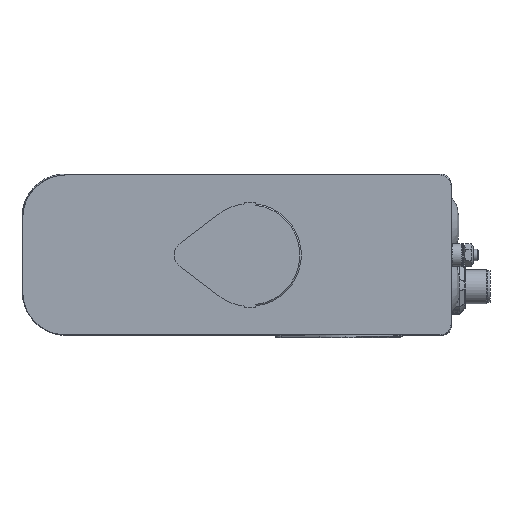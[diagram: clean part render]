
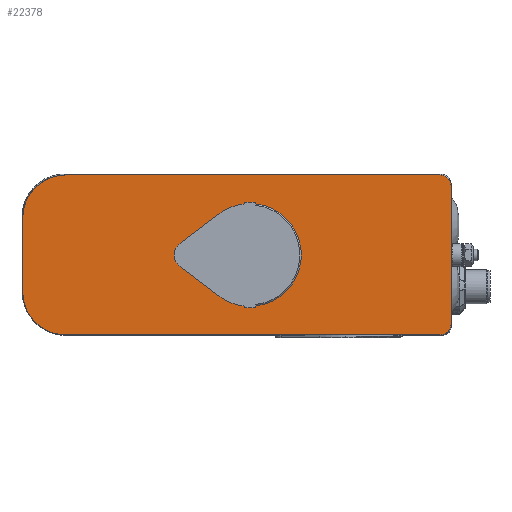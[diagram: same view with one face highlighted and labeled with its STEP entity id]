
A CAD part, top view. The second image highlights one B-rep face of the part: STEP entity #22378.
In plain terms, the highlighted planar face has unit normal (0, 0, 1).
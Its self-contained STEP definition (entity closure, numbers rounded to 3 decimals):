
#146=FACE_BOUND('',#3669,.T.);
#1562=PLANE('',#23468);
#2450=FACE_OUTER_BOUND('',#3668,.T.);
#3668=EDGE_LOOP('',(#17369,#17370,#17371,#17372,#17373,#17374,#17375,#17376,
#17377,#17378,#17379,#17380));
#3669=EDGE_LOOP('',(#17381,#17382,#17383,#17384,#17385,#17386,#17387,#17388,
#17389,#17390,#17391,#17392));
#4284=LINE('',#28765,#6374);
#4296=LINE('',#28800,#6386);
#4297=LINE('',#28803,#6387);
#5447=LINE('',#34322,#7537);
#5455=LINE('',#34350,#7545);
#5459=LINE('',#34369,#7549);
#5462=LINE('',#34377,#7552);
#5465=LINE('',#34385,#7555);
#5468=LINE('',#34393,#7558);
#5474=LINE('',#34549,#7564);
#5483=LINE('',#34637,#7573);
#5491=LINE('',#34664,#7581);
#5492=LINE('',#34667,#7582);
#5493=LINE('',#34668,#7583);
#6374=VECTOR('',#24209,10.);
#6386=VECTOR('',#24243,10.);
#6387=VECTOR('',#24248,10.);
#7537=VECTOR('',#26268,10.);
#7545=VECTOR('',#26292,10.);
#7549=VECTOR('',#26306,10.);
#7552=VECTOR('',#26315,10.);
#7555=VECTOR('',#26324,10.);
#7558=VECTOR('',#26333,10.);
#7564=VECTOR('',#26367,10.);
#7573=VECTOR('',#26392,10.);
#7581=VECTOR('',#26414,10.);
#7582=VECTOR('',#26417,10.);
#7583=VECTOR('',#26418,10.);
#8527=CIRCLE('',#23430,18.);
#8528=CIRCLE('',#23433,18.5);
#8529=CIRCLE('',#23436,18.);
#8530=CIRCLE('',#23439,18.5);
#8531=CIRCLE('',#23442,18.);
#8532=CIRCLE('',#23444,5.);
#8537=CIRCLE('',#23456,15.);
#8539=CIRCLE('',#23460,4.);
#8545=CIRCLE('',#23469,15.);
#8546=CIRCLE('',#23470,4.);
#8837=VERTEX_POINT('',#28758);
#8840=VERTEX_POINT('',#28763);
#8851=VERTEX_POINT('',#28797);
#8852=VERTEX_POINT('',#28799);
#9895=VERTEX_POINT('',#34319);
#9896=VERTEX_POINT('',#34321);
#9907=VERTEX_POINT('',#34347);
#9908=VERTEX_POINT('',#34349);
#9911=VERTEX_POINT('',#34363);
#9912=VERTEX_POINT('',#34367);
#9913=VERTEX_POINT('',#34371);
#9914=VERTEX_POINT('',#34375);
#9915=VERTEX_POINT('',#34379);
#9916=VERTEX_POINT('',#34383);
#9917=VERTEX_POINT('',#34387);
#9918=VERTEX_POINT('',#34391);
#9935=VERTEX_POINT('',#34546);
#9936=VERTEX_POINT('',#34548);
#9937=VERTEX_POINT('',#34552);
#9940=VERTEX_POINT('',#34562);
#9941=VERTEX_POINT('',#34564);
#9960=VERTEX_POINT('',#34661);
#9961=VERTEX_POINT('',#34663);
#9962=VERTEX_POINT('',#34665);
#10936=EDGE_CURVE('',#8840,#8837,#4284,.T.);
#10953=EDGE_CURVE('',#8852,#8851,#4296,.T.);
#10955=EDGE_CURVE('',#8851,#8837,#4297,.T.);
#12518=EDGE_CURVE('',#9896,#9895,#5447,.T.);
#12532=EDGE_CURVE('',#9908,#9907,#5455,.T.);
#12538=EDGE_CURVE('',#9895,#9911,#8527,.T.);
#12540=EDGE_CURVE('',#9911,#9912,#5459,.T.);
#12542=EDGE_CURVE('',#9912,#9913,#8528,.T.);
#12544=EDGE_CURVE('',#9913,#9914,#5462,.T.);
#12546=EDGE_CURVE('',#9914,#9915,#8529,.T.);
#12548=EDGE_CURVE('',#9915,#9916,#5465,.T.);
#12550=EDGE_CURVE('',#9916,#9917,#8530,.T.);
#12552=EDGE_CURVE('',#9917,#9918,#5468,.T.);
#12553=EDGE_CURVE('',#9918,#9908,#8531,.T.);
#12554=EDGE_CURVE('',#9907,#9896,#8532,.T.);
#12576=EDGE_CURVE('',#9936,#9935,#5474,.T.);
#12578=EDGE_CURVE('',#9937,#9936,#8537,.T.);
#12584=EDGE_CURVE('',#9941,#9940,#8539,.T.);
#12594=EDGE_CURVE('',#9940,#9937,#5483,.T.);
#12606=EDGE_CURVE('',#9935,#9960,#8545,.T.);
#12607=EDGE_CURVE('',#9960,#9961,#5491,.T.);
#12608=EDGE_CURVE('',#9961,#9962,#8546,.T.);
#12609=EDGE_CURVE('',#9962,#8852,#5492,.T.);
#12610=EDGE_CURVE('',#8840,#9941,#5493,.T.);
#17369=ORIENTED_EDGE('',*,*,#12576,.T.);
#17370=ORIENTED_EDGE('',*,*,#12606,.T.);
#17371=ORIENTED_EDGE('',*,*,#12607,.T.);
#17372=ORIENTED_EDGE('',*,*,#12608,.T.);
#17373=ORIENTED_EDGE('',*,*,#12609,.T.);
#17374=ORIENTED_EDGE('',*,*,#10953,.T.);
#17375=ORIENTED_EDGE('',*,*,#10955,.T.);
#17376=ORIENTED_EDGE('',*,*,#10936,.F.);
#17377=ORIENTED_EDGE('',*,*,#12610,.T.);
#17378=ORIENTED_EDGE('',*,*,#12584,.T.);
#17379=ORIENTED_EDGE('',*,*,#12594,.T.);
#17380=ORIENTED_EDGE('',*,*,#12578,.T.);
#17381=ORIENTED_EDGE('',*,*,#12532,.T.);
#17382=ORIENTED_EDGE('',*,*,#12554,.T.);
#17383=ORIENTED_EDGE('',*,*,#12518,.T.);
#17384=ORIENTED_EDGE('',*,*,#12538,.T.);
#17385=ORIENTED_EDGE('',*,*,#12540,.T.);
#17386=ORIENTED_EDGE('',*,*,#12542,.T.);
#17387=ORIENTED_EDGE('',*,*,#12544,.T.);
#17388=ORIENTED_EDGE('',*,*,#12546,.T.);
#17389=ORIENTED_EDGE('',*,*,#12548,.T.);
#17390=ORIENTED_EDGE('',*,*,#12550,.T.);
#17391=ORIENTED_EDGE('',*,*,#12552,.T.);
#17392=ORIENTED_EDGE('',*,*,#12553,.T.);
#22378=ADVANCED_FACE('',(#2450,#146),#1562,.F.);
#23430=AXIS2_PLACEMENT_3D('',#34365,#26301,#26302);
#23433=AXIS2_PLACEMENT_3D('',#34373,#26310,#26311);
#23436=AXIS2_PLACEMENT_3D('',#34381,#26319,#26320);
#23439=AXIS2_PLACEMENT_3D('',#34389,#26328,#26329);
#23442=AXIS2_PLACEMENT_3D('',#34395,#26336,#26337);
#23444=AXIS2_PLACEMENT_3D('',#34397,#26340,#26341);
#23456=AXIS2_PLACEMENT_3D('',#34553,#26371,#26372);
#23460=AXIS2_PLACEMENT_3D('',#34565,#26383,#26384);
#23468=AXIS2_PLACEMENT_3D('',#34660,#26410,#26411);
#23469=AXIS2_PLACEMENT_3D('',#34662,#26412,#26413);
#23470=AXIS2_PLACEMENT_3D('',#34666,#26415,#26416);
#24209=DIRECTION('',(1.,0.,0.));
#24243=DIRECTION('',(1.,0.,0.));
#24248=DIRECTION('',(0.,1.,0.));
#26268=DIRECTION('',(0.796,0.605,0.));
#26292=DIRECTION('',(-0.796,0.605,0.));
#26301=DIRECTION('center_axis',(0.,0.,
-1.));
#26302=DIRECTION('ref_axis',(-0.11,0.994,0.));
#26306=DIRECTION('',(0.,1.,0.));
#26310=DIRECTION('center_axis',(0.,0.,
-1.));
#26311=DIRECTION('ref_axis',(0.107,0.994,0.));
#26315=DIRECTION('',(0.,-1.,0.));
#26319=DIRECTION('center_axis',(0.,0.,
-1.));
#26320=DIRECTION('ref_axis',(0.11,-0.994,0.));
#26324=DIRECTION('',(0.,-1.,0.));
#26328=DIRECTION('center_axis',(0.,0.,
-1.));
#26329=DIRECTION('ref_axis',(-0.107,-0.994,0.));
#26333=DIRECTION('',(0.,1.,0.));
#26336=DIRECTION('center_axis',(0.,0.,
-1.));
#26337=DIRECTION('ref_axis',(-0.605,-0.796,0.));
#26340=DIRECTION('center_axis',(0.,0.,
-1.));
#26341=DIRECTION('ref_axis',(-0.56,0.829,0.));
#26367=DIRECTION('',(0.,-1.,0.));
#26371=DIRECTION('center_axis',(0.,0.,
1.));
#26372=DIRECTION('ref_axis',(1.,0.,0.));
#26383=DIRECTION('center_axis',(0.,0.,
1.));
#26384=DIRECTION('ref_axis',(0.,-1.,0.));
#26392=DIRECTION('',(-1.,0.,0.));
#26410=DIRECTION('center_axis',(0.,0.,
-1.));
#26411=DIRECTION('ref_axis',(0.,-1.,0.));
#26412=DIRECTION('center_axis',(0.,0.,
1.));
#26413=DIRECTION('ref_axis',(0.,1.,0.));
#26414=DIRECTION('',(1.,0.,0.));
#26415=DIRECTION('center_axis',(0.,0.,
1.));
#26416=DIRECTION('ref_axis',(-1.,0.,0.));
#26417=DIRECTION('',(0.,1.,0.));
#26418=DIRECTION('',(0.,1.,0.));
#28758=CARTESIAN_POINT('',(186.96,294.867,55.321));
#28763=CARTESIAN_POINT('',(186.86,294.867,55.321));
#28765=CARTESIAN_POINT('',(186.86,294.867,55.321));
#28797=CARTESIAN_POINT('',(186.96,258.867,55.321));
#28799=CARTESIAN_POINT('',(186.86,258.867,55.321));
#28800=CARTESIAN_POINT('',(186.86,258.867,55.321));
#28803=CARTESIAN_POINT('',(186.96,258.867,55.321));
#34319=CARTESIAN_POINT('',(105.53,291.199,55.321));
#34321=CARTESIAN_POINT('',(92.121,281.01,55.321));
#34322=CARTESIAN_POINT('',(97.978,285.461,55.321));
#34347=CARTESIAN_POINT('',(92.121,272.724,55.321));
#34349=CARTESIAN_POINT('',(105.53,262.535,55.321));
#34350=CARTESIAN_POINT('',(104.682,263.179,55.321));
#34363=CARTESIAN_POINT('',(114.435,294.757,55.321));
#34365=CARTESIAN_POINT('Origin',(116.42,276.867,55.321));
#34367=CARTESIAN_POINT('',(114.435,295.26,55.321));
#34369=CARTESIAN_POINT('',(114.435,285.812,55.321));
#34371=CARTESIAN_POINT('',(118.405,295.26,55.321));
#34373=CARTESIAN_POINT('Origin',(116.42,276.867,55.321));
#34375=CARTESIAN_POINT('',(118.405,294.757,55.321));
#34377=CARTESIAN_POINT('',(118.405,286.064,55.321));
#34379=CARTESIAN_POINT('',(118.405,258.977,55.321));
#34381=CARTESIAN_POINT('Origin',(116.42,276.867,55.321));
#34383=CARTESIAN_POINT('',(118.405,258.474,55.321));
#34385=CARTESIAN_POINT('',(118.405,267.922,55.321));
#34387=CARTESIAN_POINT('',(114.435,258.474,55.321));
#34389=CARTESIAN_POINT('Origin',(116.42,276.867,55.321));
#34391=CARTESIAN_POINT('',(114.435,258.977,55.321));
#34393=CARTESIAN_POINT('',(114.435,267.671,55.321));
#34395=CARTESIAN_POINT('Origin',(116.42,276.867,55.321));
#34397=CARTESIAN_POINT('Origin',(94.92,276.867,55.321));
#34546=CARTESIAN_POINT('',(36.86,263.867,55.321));
#34548=CARTESIAN_POINT('',(36.86,289.867,55.321));
#34549=CARTESIAN_POINT('',(36.86,289.867,55.321));
#34552=CARTESIAN_POINT('',(51.86,304.867,55.321));
#34553=CARTESIAN_POINT('Origin',(51.86,289.867,55.321));
#34562=CARTESIAN_POINT('',(182.86,304.867,55.321));
#34564=CARTESIAN_POINT('',(186.86,300.867,55.321));
#34565=CARTESIAN_POINT('Origin',(182.86,300.867,55.321));
#34637=CARTESIAN_POINT('',(182.86,304.867,55.321));
#34660=CARTESIAN_POINT('Origin',(113.747,276.867,55.321));
#34661=CARTESIAN_POINT('',(51.86,248.867,55.321));
#34662=CARTESIAN_POINT('Origin',(51.86,263.867,55.321));
#34663=CARTESIAN_POINT('',(182.86,248.867,55.321));
#34664=CARTESIAN_POINT('',(51.86,248.867,55.321));
#34665=CARTESIAN_POINT('',(186.86,252.867,55.321));
#34666=CARTESIAN_POINT('Origin',(182.86,252.867,55.321));
#34667=CARTESIAN_POINT('',(186.86,252.867,55.321));
#34668=CARTESIAN_POINT('',(186.86,252.867,55.321));
